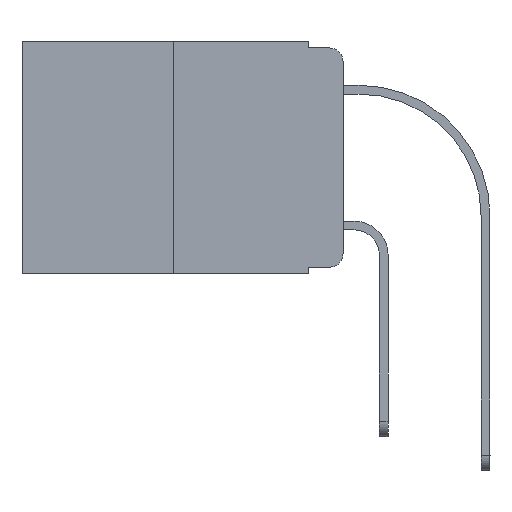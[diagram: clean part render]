
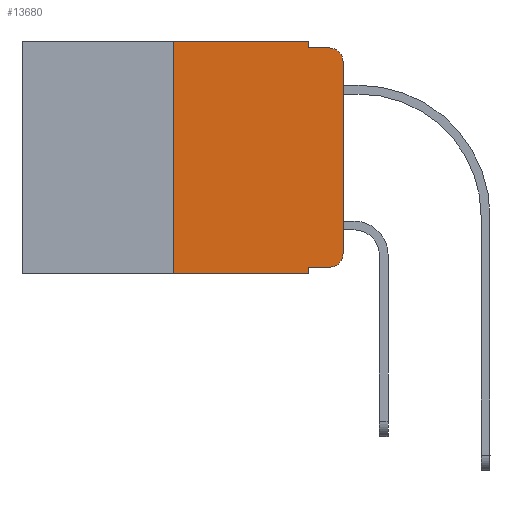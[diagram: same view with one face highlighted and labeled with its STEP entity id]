
A CAD part, left-side view. The second image highlights one B-rep face of the part: STEP entity #13680.
In plain terms, the highlighted planar face has unit normal (-1, 0, 0).
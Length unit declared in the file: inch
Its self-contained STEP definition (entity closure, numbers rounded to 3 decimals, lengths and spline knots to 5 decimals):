
#150 = CARTESIAN_POINT ( 'NONE',  ( 0., 0., 0. ) ) ;
#325 = ORIENTED_EDGE ( 'NONE', *, *, #22228, .T. ) ;
#384 = ORIENTED_EDGE ( 'NONE', *, *, #9166, .F. ) ;
#859 = CARTESIAN_POINT ( 'NONE',  ( 0., 0.051, -0.333 ) ) ;
#1110 = EDGE_CURVE ( 'NONE', #22246, #26847, #25040, .T. ) ;
#2524 = VERTEX_POINT ( 'NONE', #21581 ) ;
#2628 = AXIS2_PLACEMENT_3D ( 'NONE', #6457, #28387, #22059 ) ;
#3103 = LINE ( 'NONE', #10167, #8097 ) ;
#4790 = VECTOR ( 'NONE', #18921, 39.37008 ) ;
#5465 = LINE ( 'NONE', #859, #4790 ) ;
#5990 = LINE ( 'NONE', #23325, #15038 ) ;
#6457 = CARTESIAN_POINT ( 'NONE',  ( 0., 0.02, -0.313 ) ) ;
#6786 = CIRCLE ( 'NONE', #2628, 0.02 ) ;
#6846 = VERTEX_POINT ( 'NONE', #11640 ) ;
#6917 = DIRECTION ( 'NONE',  ( 0., 0., -1. ) ) ;
#7905 = VERTEX_POINT ( 'NONE', #17243 ) ;
#8097 = VECTOR ( 'NONE', #9608, 39.37008 ) ;
#8260 = CARTESIAN_POINT ( 'NONE',  ( 0., 0.051, -0.343 ) ) ;
#8507 = CIRCLE ( 'NONE', #10811, 0.02 ) ;
#8520 = CARTESIAN_POINT ( 'NONE',  ( 0., 0., -0.313 ) ) ;
#8742 = AXIS2_PLACEMENT_3D ( 'NONE', #10804, #24525, #6917 ) ;
#9166 = EDGE_CURVE ( 'NONE', #19034, #17712, #3103, .T. ) ;
#9608 = DIRECTION ( 'NONE',  ( 0., -1., 0. ) ) ;
#9976 = CARTESIAN_POINT ( 'NONE',  ( 0., 0.02, -0.01 ) ) ;
#10167 = CARTESIAN_POINT ( 'NONE',  ( 0., 0.051, -0.01 ) ) ;
#10804 = CARTESIAN_POINT ( 'NONE',  ( 0., 0.473, 0. ) ) ;
#10811 = AXIS2_PLACEMENT_3D ( 'NONE', #27190, #25028, #18269 ) ;
#11417 = DIRECTION ( 'NONE',  ( 0., 0., 1. ) ) ;
#11640 = CARTESIAN_POINT ( 'NONE',  ( 0., 0.02, -0.333 ) ) ;
#12724 = CARTESIAN_POINT ( 'NONE',  ( 0., 0.051, -0.01 ) ) ;
#13680 = ADVANCED_FACE ( 'NONE', ( #24094 ), #19105, .F. ) ;
#14065 = VECTOR ( 'NONE', #17144, 39.37008 ) ;
#15038 = VECTOR ( 'NONE', #19140, 39.37008 ) ;
#15087 = CARTESIAN_POINT ( 'NONE',  ( 0., 0.051, 0. ) ) ;
#15291 = EDGE_CURVE ( 'NONE', #26847, #2524, #19073, .T. ) ;
#15516 = LINE ( 'NONE', #15087, #27437 ) ;
#15811 = DIRECTION ( 'NONE',  ( 0., 0., 1. ) ) ;
#16083 = ORIENTED_EDGE ( 'NONE', *, *, #1110, .F. ) ;
#16111 = CARTESIAN_POINT ( 'NONE',  ( 0., 0.25, 0. ) ) ;
#17109 = CARTESIAN_POINT ( 'NONE',  ( 0., 0.25, 0. ) ) ;
#17144 = DIRECTION ( 'NONE',  ( 0., -1., 0. ) ) ;
#17243 = CARTESIAN_POINT ( 'NONE',  ( 0., 0.051, -0.333 ) ) ;
#17712 = VERTEX_POINT ( 'NONE', #9976 ) ;
#17836 = VERTEX_POINT ( 'NONE', #8520 ) ;
#17904 = ORIENTED_EDGE ( 'NONE', *, *, #18746, .F. ) ;
#18105 = ORIENTED_EDGE ( 'NONE', *, *, #27517, .T. ) ;
#18269 = DIRECTION ( 'NONE',  ( 0., 0., -1. ) ) ;
#18664 = VERTEX_POINT ( 'NONE', #19294 ) ;
#18746 = EDGE_CURVE ( 'NONE', #7905, #19029, #15516, .T. ) ;
#18921 = DIRECTION ( 'NONE',  ( 0., -1., 0. ) ) ;
#19029 = VERTEX_POINT ( 'NONE', #8260 ) ;
#19034 = VERTEX_POINT ( 'NONE', #12724 ) ;
#19073 = LINE ( 'NONE', #22979, #26731 ) ;
#19105 = PLANE ( 'NONE',  #8742 ) ;
#19140 = DIRECTION ( 'NONE',  ( 0., 0., -1. ) ) ;
#19294 = CARTESIAN_POINT ( 'NONE',  ( 0., 0., -0.03 ) ) ;
#19745 = EDGE_CURVE ( 'NONE', #22246, #19029, #25795, .T. ) ;
#19859 = DIRECTION ( 'NONE',  ( 0., 0., -1. ) ) ;
#20038 = EDGE_CURVE ( 'NONE', #17836, #18664, #27005, .T. ) ;
#20135 = ORIENTED_EDGE ( 'NONE', *, *, #20613, .F. ) ;
#20532 = ORIENTED_EDGE ( 'NONE', *, *, #15291, .F. ) ;
#20613 = EDGE_CURVE ( 'NONE', #2524, #19034, #5990, .T. ) ;
#21003 = ORIENTED_EDGE ( 'NONE', *, *, #20038, .T. ) ;
#21581 = CARTESIAN_POINT ( 'NONE',  ( 0., 0.051, 0. ) ) ;
#22059 = DIRECTION ( 'NONE',  ( 0., 0., -1. ) ) ;
#22228 = EDGE_CURVE ( 'NONE', #18664, #17712, #8507, .T. ) ;
#22246 = VERTEX_POINT ( 'NONE', #27052 ) ;
#22979 = CARTESIAN_POINT ( 'NONE',  ( 0., 0.473, 0. ) ) ;
#23325 = CARTESIAN_POINT ( 'NONE',  ( 0., 0.051, 0. ) ) ;
#23873 = ORIENTED_EDGE ( 'NONE', *, *, #24523, .T. ) ;
#24094 = FACE_OUTER_BOUND ( 'NONE', #27817, .T. ) ;
#24523 = EDGE_CURVE ( 'NONE', #6846, #17836, #6786, .T. ) ;
#24525 = DIRECTION ( 'NONE',  ( 1., 0., 0. ) ) ;
#24995 = DIRECTION ( 'NONE',  ( 0., -1., 0. ) ) ;
#25028 = DIRECTION ( 'NONE',  ( -1., 0., 0. ) ) ;
#25040 = LINE ( 'NONE', #16111, #25518 ) ;
#25491 = CARTESIAN_POINT ( 'NONE',  ( 0., 0.473, -0.343 ) ) ;
#25518 = VECTOR ( 'NONE', #15811, 39.37008 ) ;
#25795 = LINE ( 'NONE', #25491, #14065 ) ;
#26731 = VECTOR ( 'NONE', #24995, 39.37008 ) ;
#26847 = VERTEX_POINT ( 'NONE', #17109 ) ;
#27005 = LINE ( 'NONE', #150, #27871 ) ;
#27052 = CARTESIAN_POINT ( 'NONE',  ( 0., 0.25, -0.343 ) ) ;
#27190 = CARTESIAN_POINT ( 'NONE',  ( 0., 0.02, -0.03 ) ) ;
#27437 = VECTOR ( 'NONE', #19859, 39.37008 ) ;
#27517 = EDGE_CURVE ( 'NONE', #7905, #6846, #5465, .T. ) ;
#27817 = EDGE_LOOP ( 'NONE', ( #21003, #325, #384, #20135, #20532, #16083, #28068, #17904, #18105, #23873 ) ) ;
#27871 = VECTOR ( 'NONE', #11417, 39.37008 ) ;
#28068 = ORIENTED_EDGE ( 'NONE', *, *, #19745, .T. ) ;
#28387 = DIRECTION ( 'NONE',  ( -1., 0., 0. ) ) ;
